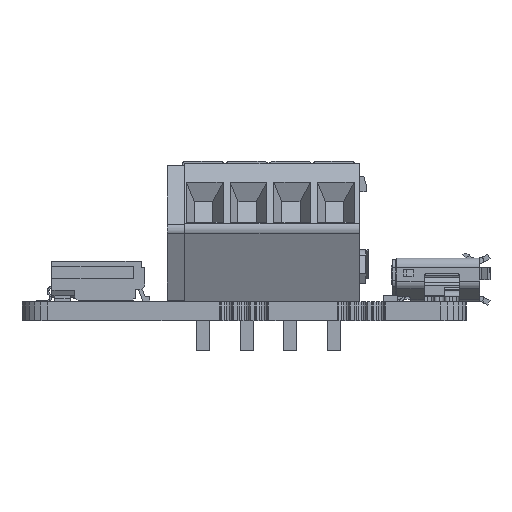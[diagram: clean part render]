
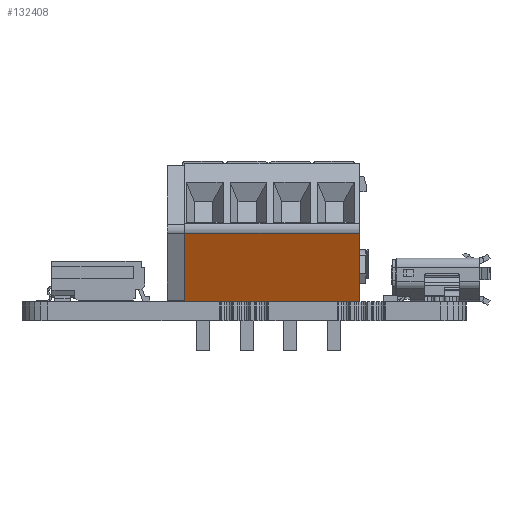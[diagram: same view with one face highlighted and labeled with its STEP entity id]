
A CAD part, left-side view. The second image highlights one B-rep face of the part: STEP entity #132408.
In plain terms, the highlighted face is planar.
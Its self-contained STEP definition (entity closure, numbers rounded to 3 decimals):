
#112475 = PLANE('',#112476);
#112476 = AXIS2_PLACEMENT_3D('',#112477,#112478,#112479);
#112477 = CARTESIAN_POINT('',(0.,0.,0.));
#112478 = DIRECTION('',(0.,0.,1.));
#112479 = DIRECTION('',(1.,0.,0.));
#113755 = VERTEX_POINT('',#113756);
#113756 = CARTESIAN_POINT('',(8.753,3.939,0.));
#113771 = CYLINDRICAL_SURFACE('',#113772,0.5);
#113772 = AXIS2_PLACEMENT_3D('',#113773,#113774,#113775);
#113773 = CARTESIAN_POINT('',(8.3,4.15,0.));
#113774 = DIRECTION('',(0.,0.,-1.));
#113775 = DIRECTION('',(0.906,-0.423,0.));
#113782 = EDGE_CURVE('',#113783,#113755,#113785,.T.);
#113783 = VERTEX_POINT('',#113784);
#113784 = CARTESIAN_POINT('',(6.917,0.,0.));
#113785 = SURFACE_CURVE('',#113786,(#113790,#113797),.PCURVE_S1.);
#113786 = LINE('',#113787,#113788);
#113787 = CARTESIAN_POINT('',(6.917,0.,0.));
#113788 = VECTOR('',#113789,1.);
#113789 = DIRECTION('',(0.423,0.906,0.));
#113790 = PCURVE('',#112475,#113791);
#113791 = DEFINITIONAL_REPRESENTATION('',(#113792),#113796);
#113792 = LINE('',#113793,#113794);
#113793 = CARTESIAN_POINT('',(6.917,0.));
#113794 = VECTOR('',#113795,1.);
#113795 = DIRECTION('',(0.423,0.906));
#113796 = ( GEOMETRIC_REPRESENTATION_CONTEXT(2) 
PARAMETRIC_REPRESENTATION_CONTEXT() REPRESENTATION_CONTEXT('2D SPACE',''
  ) );
#113797 = PCURVE('',#113798,#113803);
#113798 = PLANE('',#113799);
#113799 = AXIS2_PLACEMENT_3D('',#113800,#113801,#113802);
#113800 = CARTESIAN_POINT('',(8.753,3.939,0.));
#113801 = DIRECTION('',(0.906,-0.423,0.));
#113802 = DIRECTION('',(0.423,0.906,0.));
#113803 = DEFINITIONAL_REPRESENTATION('',(#113804),#113808);
#113804 = LINE('',#113805,#113806);
#113805 = CARTESIAN_POINT('',(-4.346,0.));
#113806 = VECTOR('',#113807,1.);
#113807 = DIRECTION('',(1.,0.));
#113808 = ( GEOMETRIC_REPRESENTATION_CONTEXT(2) 
PARAMETRIC_REPRESENTATION_CONTEXT() REPRESENTATION_CONTEXT('2D SPACE',''
  ) );
#113826 = PLANE('',#113827);
#113827 = AXIS2_PLACEMENT_3D('',#113828,#113829,#113830);
#113828 = CARTESIAN_POINT('',(6.917,0.,0.));
#113829 = DIRECTION('',(0.,-1.,0.));
#113830 = DIRECTION('',(1.,0.,0.));
#114506 = PLANE('',#114507);
#114507 = AXIS2_PLACEMENT_3D('',#114508,#114509,#114510);
#114508 = CARTESIAN_POINT('',(0.,0.,10.));
#114509 = DIRECTION('',(0.,0.,1.));
#114510 = DIRECTION('',(1.,0.,0.));
#132338 = VERTEX_POINT('',#132339);
#132339 = CARTESIAN_POINT('',(8.753,3.939,10.));
#132364 = EDGE_CURVE('',#113755,#132338,#132365,.T.);
#132365 = SURFACE_CURVE('',#132366,(#132370,#132399),.PCURVE_S1.);
#132366 = LINE('',#132367,#132368);
#132367 = CARTESIAN_POINT('',(8.753,3.939,0.));
#132368 = VECTOR('',#132369,1.);
#132369 = DIRECTION('',(0.,0.,1.));
#132370 = PCURVE('',#113771,#132371);
#132371 = DEFINITIONAL_REPRESENTATION('',(#132372),#132398);
#132372 = B_SPLINE_CURVE_WITH_KNOTS('',3,(#132373,#132374,#132375,
    #132376,#132377,#132378,#132379,#132380,#132381,#132382,#132383,
    #132384,#132385,#132386,#132387,#132388,#132389,#132390,#132391,
    #132392,#132393,#132394,#132395,#132396,#132397),.UNSPECIFIED.,.F.,
  .F.,(4,1,1,1,1,1,1,1,1,1,1,1,1,1,1,1,1,1,1,1,1,1,4),(0.,
    0.455,0.909,1.364,1.818,
    2.273,2.727,3.182,3.636,
    4.091,4.545,5.,5.455,5.909,
    6.364,6.818,7.273,7.727,
    8.182,8.636,9.091,9.545,10.),
  .QUASI_UNIFORM_KNOTS.);
#132373 = CARTESIAN_POINT('',(6.283,0.));
#132374 = CARTESIAN_POINT('',(6.283,-0.152));
#132375 = CARTESIAN_POINT('',(6.283,-0.455));
#132376 = CARTESIAN_POINT('',(6.283,-0.909));
#132377 = CARTESIAN_POINT('',(6.283,-1.364));
#132378 = CARTESIAN_POINT('',(6.283,-1.818));
#132379 = CARTESIAN_POINT('',(6.283,-2.273));
#132380 = CARTESIAN_POINT('',(6.283,-2.727));
#132381 = CARTESIAN_POINT('',(6.283,-3.182));
#132382 = CARTESIAN_POINT('',(6.283,-3.636));
#132383 = CARTESIAN_POINT('',(6.283,-4.091));
#132384 = CARTESIAN_POINT('',(6.283,-4.545));
#132385 = CARTESIAN_POINT('',(6.283,-5.));
#132386 = CARTESIAN_POINT('',(6.283,-5.455));
#132387 = CARTESIAN_POINT('',(6.283,-5.909));
#132388 = CARTESIAN_POINT('',(6.283,-6.364));
#132389 = CARTESIAN_POINT('',(6.283,-6.818));
#132390 = CARTESIAN_POINT('',(6.283,-7.273));
#132391 = CARTESIAN_POINT('',(6.283,-7.727));
#132392 = CARTESIAN_POINT('',(6.283,-8.182));
#132393 = CARTESIAN_POINT('',(6.283,-8.636));
#132394 = CARTESIAN_POINT('',(6.283,-9.091));
#132395 = CARTESIAN_POINT('',(6.283,-9.545));
#132396 = CARTESIAN_POINT('',(6.283,-9.848));
#132397 = CARTESIAN_POINT('',(6.283,-10.));
#132398 = ( GEOMETRIC_REPRESENTATION_CONTEXT(2) 
PARAMETRIC_REPRESENTATION_CONTEXT() REPRESENTATION_CONTEXT('2D SPACE',''
  ) );
#132399 = PCURVE('',#113798,#132400);
#132400 = DEFINITIONAL_REPRESENTATION('',(#132401),#132405);
#132401 = LINE('',#132402,#132403);
#132402 = CARTESIAN_POINT('',(0.,0.));
#132403 = VECTOR('',#132404,1.);
#132404 = DIRECTION('',(0.,1.));
#132405 = ( GEOMETRIC_REPRESENTATION_CONTEXT(2) 
PARAMETRIC_REPRESENTATION_CONTEXT() REPRESENTATION_CONTEXT('2D SPACE',''
  ) );
#132408 = ADVANCED_FACE('',(#132409),#113798,.T.);
#132409 = FACE_BOUND('',#132410,.T.);
#132410 = EDGE_LOOP('',(#132411,#132434,#132455,#132456));
#132411 = ORIENTED_EDGE('',*,*,#132412,.T.);
#132412 = EDGE_CURVE('',#132338,#132413,#132415,.T.);
#132413 = VERTEX_POINT('',#132414);
#132414 = CARTESIAN_POINT('',(6.917,0.,10.));
#132415 = SURFACE_CURVE('',#132416,(#132420,#132427),.PCURVE_S1.);
#132416 = LINE('',#132417,#132418);
#132417 = CARTESIAN_POINT('',(6.917,0.,10.));
#132418 = VECTOR('',#132419,1.);
#132419 = DIRECTION('',(-0.423,-0.906,0.));
#132420 = PCURVE('',#113798,#132421);
#132421 = DEFINITIONAL_REPRESENTATION('',(#132422),#132426);
#132422 = LINE('',#132423,#132424);
#132423 = CARTESIAN_POINT('',(-4.346,10.));
#132424 = VECTOR('',#132425,1.);
#132425 = DIRECTION('',(-1.,0.));
#132426 = ( GEOMETRIC_REPRESENTATION_CONTEXT(2) 
PARAMETRIC_REPRESENTATION_CONTEXT() REPRESENTATION_CONTEXT('2D SPACE',''
  ) );
#132427 = PCURVE('',#114506,#132428);
#132428 = DEFINITIONAL_REPRESENTATION('',(#132429),#132433);
#132429 = LINE('',#132430,#132431);
#132430 = CARTESIAN_POINT('',(6.917,0.));
#132431 = VECTOR('',#132432,1.);
#132432 = DIRECTION('',(-0.423,-0.906));
#132433 = ( GEOMETRIC_REPRESENTATION_CONTEXT(2) 
PARAMETRIC_REPRESENTATION_CONTEXT() REPRESENTATION_CONTEXT('2D SPACE',''
  ) );
#132434 = ORIENTED_EDGE('',*,*,#132435,.F.);
#132435 = EDGE_CURVE('',#113783,#132413,#132436,.T.);
#132436 = SURFACE_CURVE('',#132437,(#132441,#132448),.PCURVE_S1.);
#132437 = LINE('',#132438,#132439);
#132438 = CARTESIAN_POINT('',(6.917,0.,0.));
#132439 = VECTOR('',#132440,1.);
#132440 = DIRECTION('',(0.,0.,1.));
#132441 = PCURVE('',#113798,#132442);
#132442 = DEFINITIONAL_REPRESENTATION('',(#132443),#132447);
#132443 = LINE('',#132444,#132445);
#132444 = CARTESIAN_POINT('',(-4.346,0.));
#132445 = VECTOR('',#132446,1.);
#132446 = DIRECTION('',(0.,1.));
#132447 = ( GEOMETRIC_REPRESENTATION_CONTEXT(2) 
PARAMETRIC_REPRESENTATION_CONTEXT() REPRESENTATION_CONTEXT('2D SPACE',''
  ) );
#132448 = PCURVE('',#113826,#132449);
#132449 = DEFINITIONAL_REPRESENTATION('',(#132450),#132454);
#132450 = LINE('',#132451,#132452);
#132451 = CARTESIAN_POINT('',(0.,0.));
#132452 = VECTOR('',#132453,1.);
#132453 = DIRECTION('',(0.,1.));
#132454 = ( GEOMETRIC_REPRESENTATION_CONTEXT(2) 
PARAMETRIC_REPRESENTATION_CONTEXT() REPRESENTATION_CONTEXT('2D SPACE',''
  ) );
#132455 = ORIENTED_EDGE('',*,*,#113782,.T.);
#132456 = ORIENTED_EDGE('',*,*,#132364,.T.);
